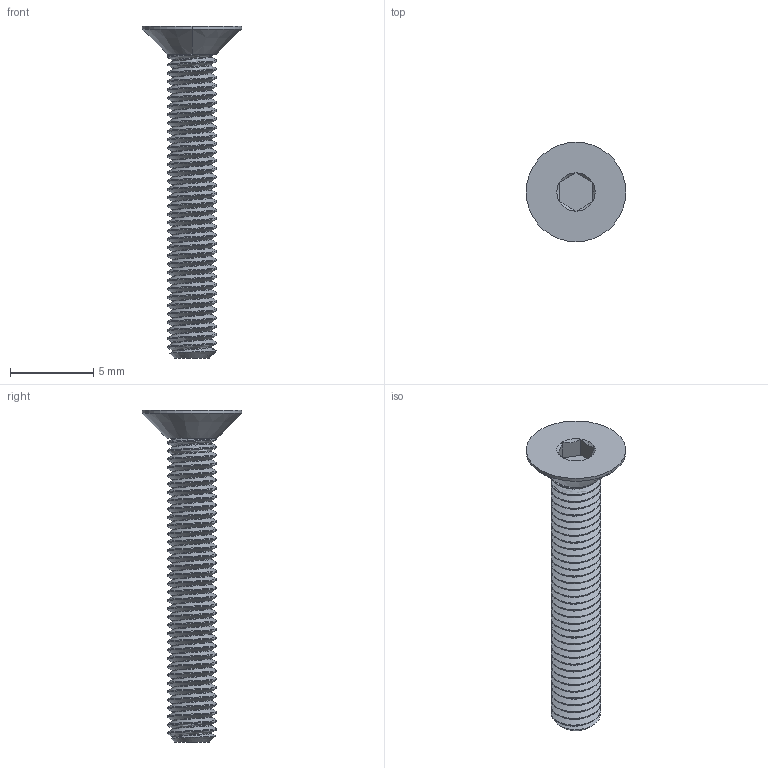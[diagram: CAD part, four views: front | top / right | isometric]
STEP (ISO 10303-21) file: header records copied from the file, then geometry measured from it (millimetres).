
FILE_DESCRIPTION (( 'STEP AP214' ), '1' );
FILE_NAME ('Flat Head Screw M3 x 20mm 91294A136.STEP', '2023-02-25T15:47:43', ( '' ), ( '' ), 'SwSTEP 2.0', 'SolidWorks 2023', '' );
FILE_SCHEMA (( 'AUTOMOTIVE_DESIGN' ));
Length unit declared in the file: millimetre
Products named in the file (1): Flat Head Screw M3 x 20mm 91294A136_91294A136
Bounding box: 6 x 6 x 20 mm (x, y, z)
Volume: 129.7 mm3; surface area: 354.3 mm2
Topology: 2 solids, 2 shells, 100 faces, 271 edges, 176 vertices
Faces by surface type: cylinder 75, cone 11, plane 11, bspline 3
Entity records: 7218 total; most frequent: CARTESIAN_POINT 5136, ORIENTED_EDGE 542, DIRECTION 323, EDGE_CURVE 271, VERTEX_POINT 176, AXIS2_PLACEMENT_3D 116, EDGE_LOOP 101, ADVANCED_FACE 100
